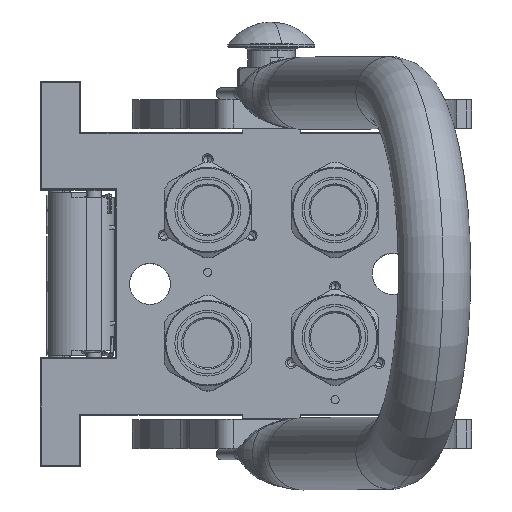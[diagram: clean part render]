
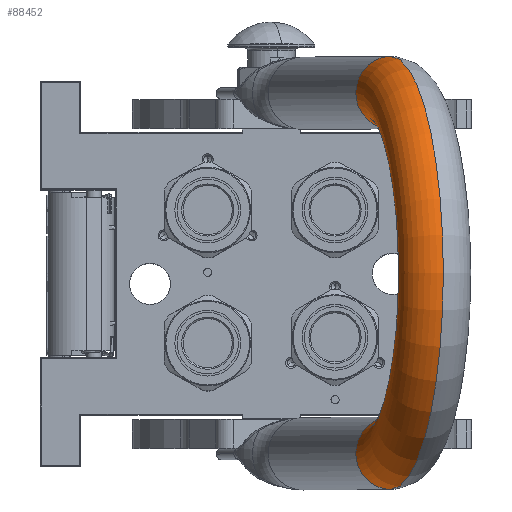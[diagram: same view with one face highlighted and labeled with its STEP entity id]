
A CAD part, top view. The second image highlights one B-rep face of the part: STEP entity #88452.
In plain terms, the highlighted toroidal (fillet/blend) face has major radius 62.25 mm and minor radius 12.5 mm.
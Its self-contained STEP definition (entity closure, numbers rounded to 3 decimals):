
#229 = CARTESIAN_POINT ( 'NONE',  ( 0., 0., 125.25 ) ) ;
#3062 = AXIS2_PLACEMENT_3D ( 'NONE', #59775, #20515, #20120 ) ;
#8255 = VERTEX_POINT ( 'NONE', #45459 ) ;
#15160 = VERTEX_POINT ( 'NONE', #112588 ) ;
#18133 = EDGE_CURVE ( 'NONE', #73016, #61868, #101985, .T. ) ;
#20120 = DIRECTION ( 'NONE',  ( 1., 0., 0. ) ) ;
#20260 = ORIENTED_EDGE ( 'NONE', *, *, #32489, .F. ) ;
#20515 = DIRECTION ( 'NONE',  ( 0., 1., 0. ) ) ;
#20715 = CIRCLE ( 'NONE', #23072, 74.75 ) ;
#20851 = DIRECTION ( 'NONE',  ( 1., 0., 0. ) ) ;
#20870 = AXIS2_PLACEMENT_3D ( 'NONE', #123972, #64403, #27183 ) ;
#23072 = AXIS2_PLACEMENT_3D ( 'NONE', #229, #28767, #67623 ) ;
#23301 = EDGE_CURVE ( 'NONE', #8255, #15160, #108733, .T. ) ;
#27183 = DIRECTION ( 'NONE',  ( -1., 0., 0. ) ) ;
#28632 = EDGE_CURVE ( 'NONE', #15160, #61868, #20715, .T. ) ;
#28767 = DIRECTION ( 'NONE',  ( 0., 1., 0. ) ) ;
#32489 = EDGE_CURVE ( 'NONE', #8255, #73016, #107139, .T. ) ;
#38473 = CARTESIAN_POINT ( 'NONE',  ( 0., 0., 125.25 ) ) ;
#43237 = ORIENTED_EDGE ( 'NONE', *, *, #18133, .F. ) ;
#45459 = CARTESIAN_POINT ( 'NONE',  ( -49.75, 0., 125.25 ) ) ;
#56187 = AXIS2_PLACEMENT_3D ( 'NONE', #38473, #115644, #86715 ) ;
#59775 = CARTESIAN_POINT ( 'NONE',  ( 0., 0., 125.25 ) ) ;
#61868 = VERTEX_POINT ( 'NONE', #95163 ) ;
#64403 = DIRECTION ( 'NONE',  ( 0., 0., -1. ) ) ;
#67623 = DIRECTION ( 'NONE',  ( -1., 0., 0. ) ) ;
#67856 = CARTESIAN_POINT ( 'NONE',  ( -62.25, 0., 125.25 ) ) ;
#70781 = TOROIDAL_SURFACE ( 'NONE', #3062, 62.25, 12.5 ) ;
#71242 = AXIS2_PLACEMENT_3D ( 'NONE', #67856, #107061, #20851 ) ;
#73016 = VERTEX_POINT ( 'NONE', #122682 ) ;
#86715 = DIRECTION ( 'NONE',  ( -1., 0., 0. ) ) ;
#88452 = ADVANCED_FACE ( 'NONE', ( #104281 ), #70781, .T. ) ;
#95163 = CARTESIAN_POINT ( 'NONE',  ( 74.75, 0., 125.25 ) ) ;
#101985 = CIRCLE ( 'NONE', #20870, 12.5 ) ;
#104281 = FACE_OUTER_BOUND ( 'NONE', #113007, .T. ) ;
#107061 = DIRECTION ( 'NONE',  ( 0., 0., 1. ) ) ;
#107139 = CIRCLE ( 'NONE', #56187, 49.75 ) ;
#108733 = CIRCLE ( 'NONE', #71242, 12.5 ) ;
#112588 = CARTESIAN_POINT ( 'NONE',  ( -74.75, 0., 125.25 ) ) ;
#112716 = ORIENTED_EDGE ( 'NONE', *, *, #23301, .T. ) ;
#113007 = EDGE_LOOP ( 'NONE', ( #120427, #43237, #20260, #112716 ) ) ;
#115644 = DIRECTION ( 'NONE',  ( 0., 1., 0. ) ) ;
#120427 = ORIENTED_EDGE ( 'NONE', *, *, #28632, .T. ) ;
#122682 = CARTESIAN_POINT ( 'NONE',  ( 49.75, 0., 125.25 ) ) ;
#123972 = CARTESIAN_POINT ( 'NONE',  ( 62.25, 0., 125.25 ) ) ;
